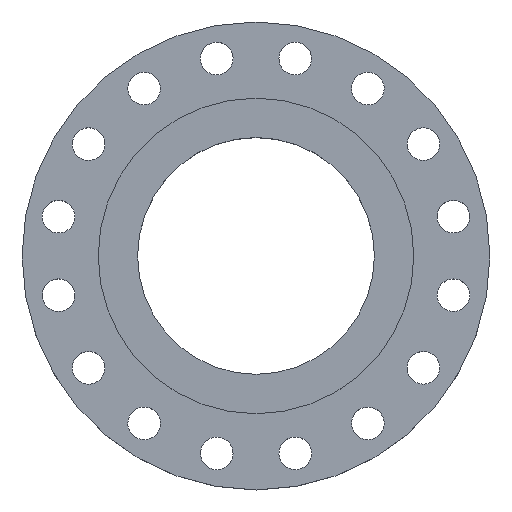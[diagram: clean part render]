
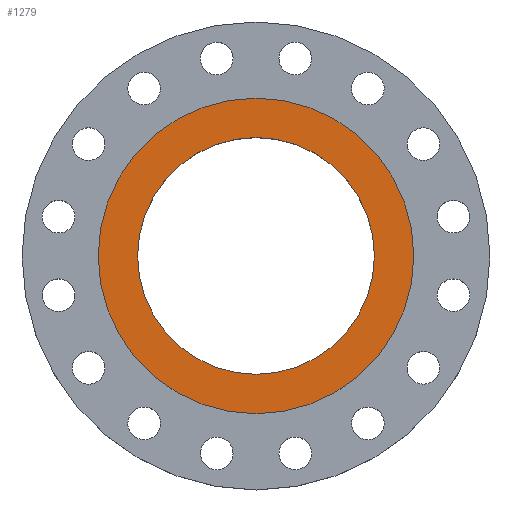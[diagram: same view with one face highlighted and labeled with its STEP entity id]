
A CAD part, top view. The second image highlights one B-rep face of the part: STEP entity #1279.
In plain terms, the highlighted planar face has unit normal (0, 0, 1).
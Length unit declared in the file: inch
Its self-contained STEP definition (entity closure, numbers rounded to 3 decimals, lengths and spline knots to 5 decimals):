
#47 = PLANE ( 'NONE',  #659 ) ;
#53 = DIRECTION ( 'NONE',  ( 1., 0., 0. ) ) ;
#82 = ORIENTED_EDGE ( 'NONE', *, *, #696, .F. ) ;
#84 = CARTESIAN_POINT ( 'NONE',  ( 0., 0., 0. ) ) ;
#113 = DIRECTION ( 'NONE',  ( 1., 0., 0. ) ) ;
#169 = CIRCLE ( 'NONE', #853, 5.44 ) ;
#203 = CARTESIAN_POINT ( 'NONE',  ( 0., 0., 0. ) ) ;
#274 = DIRECTION ( 'NONE',  ( 0., 0., 1. ) ) ;
#408 = CARTESIAN_POINT ( 'NONE',  ( -5.44, 0., 0. ) ) ;
#412 = EDGE_LOOP ( 'NONE', ( #1441, #82 ) ) ;
#420 = EDGE_CURVE ( 'NONE', #432, #684, #1537, .T. ) ;
#431 = DIRECTION ( 'NONE',  ( 0., 0., 1. ) ) ;
#432 = VERTEX_POINT ( 'NONE', #1473 ) ;
#468 = DIRECTION ( 'NONE',  ( 0., 0., 1. ) ) ;
#510 = DIRECTION ( 'NONE',  ( 1., 0., 0. ) ) ;
#636 = CARTESIAN_POINT ( 'NONE',  ( -7.25, 0., 0. ) ) ;
#639 = FACE_OUTER_BOUND ( 'NONE', #1025, .T. ) ;
#659 = AXIS2_PLACEMENT_3D ( 'NONE', #1275, #1586, #510 ) ;
#660 = VERTEX_POINT ( 'NONE', #636 ) ;
#684 = VERTEX_POINT ( 'NONE', #408 ) ;
#696 = EDGE_CURVE ( 'NONE', #684, #432, #169, .T. ) ;
#697 = DIRECTION ( 'NONE',  ( 0., 0., 1. ) ) ;
#736 = AXIS2_PLACEMENT_3D ( 'NONE', #1313, #468, #113 ) ;
#765 = DIRECTION ( 'NONE',  ( 1., 0., 0. ) ) ;
#853 = AXIS2_PLACEMENT_3D ( 'NONE', #908, #274, #765 ) ;
#908 = CARTESIAN_POINT ( 'NONE',  ( 0., 0., 0. ) ) ;
#1025 = EDGE_LOOP ( 'NONE', ( #1548, #1342 ) ) ;
#1162 = EDGE_CURVE ( 'NONE', #1288, #660, #1512, .T. ) ;
#1186 = DIRECTION ( 'NONE',  ( 1., 0., 0. ) ) ;
#1275 = CARTESIAN_POINT ( 'NONE',  ( 0., 0., 0. ) ) ;
#1279 = ADVANCED_FACE ( 'NONE', ( #1383, #639 ), #47, .T. ) ;
#1288 = VERTEX_POINT ( 'NONE', #1507 ) ;
#1313 = CARTESIAN_POINT ( 'NONE',  ( 0., 0., 0. ) ) ;
#1330 = AXIS2_PLACEMENT_3D ( 'NONE', #84, #431, #53 ) ;
#1342 = ORIENTED_EDGE ( 'NONE', *, *, #1452, .T. ) ;
#1383 = FACE_BOUND ( 'NONE', #412, .T. ) ;
#1441 = ORIENTED_EDGE ( 'NONE', *, *, #420, .F. ) ;
#1452 = EDGE_CURVE ( 'NONE', #660, #1288, #1568, .T. ) ;
#1473 = CARTESIAN_POINT ( 'NONE',  ( 5.44, 0., 0. ) ) ;
#1507 = CARTESIAN_POINT ( 'NONE',  ( 7.25, 0., 0. ) ) ;
#1512 = CIRCLE ( 'NONE', #736, 7.25 ) ;
#1537 = CIRCLE ( 'NONE', #1560, 5.44 ) ;
#1548 = ORIENTED_EDGE ( 'NONE', *, *, #1162, .T. ) ;
#1560 = AXIS2_PLACEMENT_3D ( 'NONE', #203, #697, #1186 ) ;
#1568 = CIRCLE ( 'NONE', #1330, 7.25 ) ;
#1586 = DIRECTION ( 'NONE',  ( 0., 0., 1. ) ) ;
